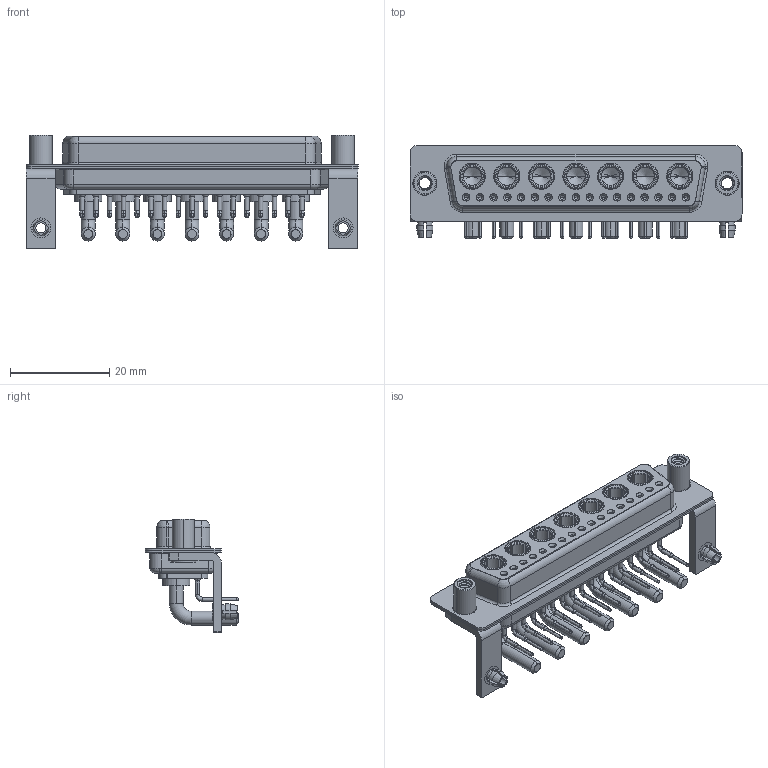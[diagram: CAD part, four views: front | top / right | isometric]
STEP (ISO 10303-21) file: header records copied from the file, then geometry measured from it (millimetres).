
FILE_DESCRIPTION (( 'STEP AP203' ), '1' );
FILE_NAME ('630-24W7240-2T5.STEP', '2022-06-08T21:48:39', ( '' ), ( '' ), 'SwSTEP 2.0', 'SolidWorks 2020', '' );
FILE_SCHEMA (( 'CONFIG_CONTROL_DESIGN' ));
Length unit declared in the file: millimetre
Products named in the file (9): 630Combo Shell Rear_50 Contacts; 630Combo Shell Front_50 Contacts; 630Combo Board Lock_50 Contacts; 630-24W7240-2T5; 630Combo Contact Row 3; 630Combo Threaded Standoff_5; 630Combo Stabilizer Bracket_50 Contacts; 630Combo Housing_24W7; Power Socket_20A RA 50
Assembly tree (33 placements, depth 2):
  630-24W7240-2T5
    630Combo Housing_24W7
    630Combo Shell Front_50 Contacts
    630Combo Shell Rear_50 Contacts
    630Combo Stabilizer Bracket_50 Contacts  x2
    630Combo Board Lock_50 Contacts  x2
    630Combo Threaded Standoff_5  x2
    Power Socket_20A RA 50  x7
    630Combo Contact Row 3  x17
Bounding box: 67 x 18.8 x 23 mm (x, y, z)
Volume: 7736 mm3; surface area: 16202.7 mm2
Topology: 40 solids, 40 shells, 1906 faces, 4906 edges, 3121 vertices
Faces by surface type: cylinder 795, plane 595, cone 336, torus 99, bspline 81
Entity records: 24664 total; most frequent: CARTESIAN_POINT 5947, DIRECTION 3862, ORIENTED_EDGE 3398, EDGE_CURVE 1699, AXIS2_PLACEMENT_3D 1591, VERTEX_POINT 1088, CIRCLE 858, EDGE_LOOP 849
